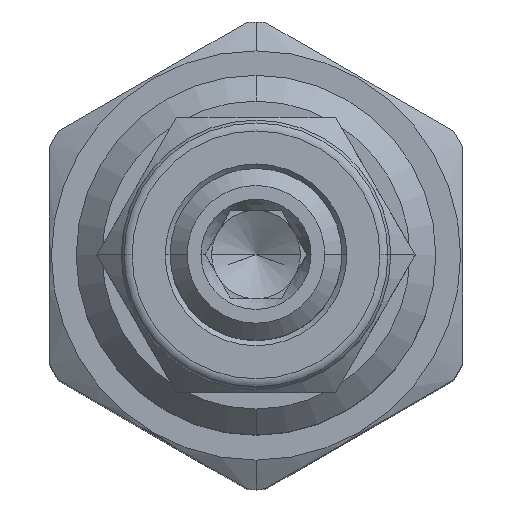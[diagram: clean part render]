
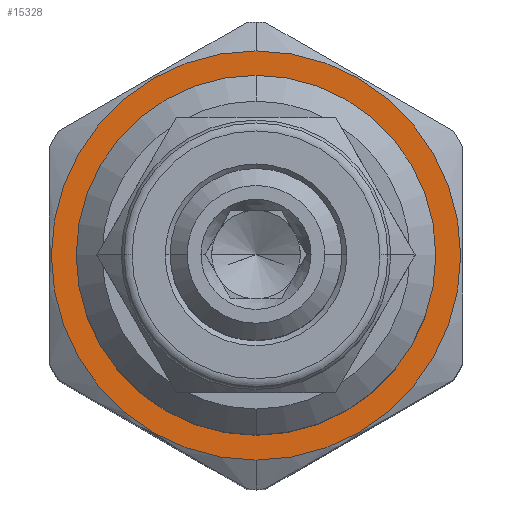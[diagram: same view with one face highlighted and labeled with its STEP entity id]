
A CAD part, top view. The second image highlights one B-rep face of the part: STEP entity #15328.
In plain terms, the highlighted planar face has unit normal (0, 0, 1).
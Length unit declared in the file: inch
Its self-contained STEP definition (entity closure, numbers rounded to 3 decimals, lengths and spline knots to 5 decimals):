
#11002=CARTESIAN_POINT('',(0.,0.,2.9));
#11003=DIRECTION('',(0.,0.,-1.));
#11004=DIRECTION('',(0.,-1.,0.));
#11005=AXIS2_PLACEMENT_3D('',#11002,#11003,#11004);
#11007=CARTESIAN_POINT('',(0.,0.,2.9));
#11008=DIRECTION('',(0.,0.,-1.));
#11009=DIRECTION('',(0.,1.,0.));
#11010=AXIS2_PLACEMENT_3D('',#11007,#11008,#11009);
#11012=CARTESIAN_POINT('',(0.,0.,2.9));
#11013=DIRECTION('',(0.,0.,1.));
#11014=DIRECTION('',(0.,-1.,0.));
#11015=AXIS2_PLACEMENT_3D('',#11012,#11013,#11014);
#11017=CARTESIAN_POINT('',(0.,0.,2.9));
#11018=DIRECTION('',(0.,0.,1.));
#11019=DIRECTION('',(0.,1.,0.));
#11020=AXIS2_PLACEMENT_3D('',#11017,#11018,#11019);
#14207=CARTESIAN_POINT('',(0.,-0.3265,2.9));
#14208=VERTEX_POINT('',#14207);
#14209=CARTESIAN_POINT('',(0.,0.3265,2.9));
#14210=VERTEX_POINT('',#14209);
#14211=CARTESIAN_POINT('',(0.,-0.3715,2.9));
#14212=CARTESIAN_POINT('',(0.,0.3715,2.9));
#14213=VERTEX_POINT('',#14211);
#14214=VERTEX_POINT('',#14212);
#15313=CARTESIAN_POINT('',(0.,0.,2.9));
#15314=DIRECTION('',(0.,0.,1.));
#15315=DIRECTION('',(0.,-1.,0.));
#15316=AXIS2_PLACEMENT_3D('',#15313,#15314,#15315);
#15317=PLANE('',#15316);
#15319=ORIENTED_EDGE('',*,*,#15318,.T.);
#15321=ORIENTED_EDGE('',*,*,#15320,.T.);
#15322=EDGE_LOOP('',(#15319,#15321));
#15323=FACE_OUTER_BOUND('',#15322,.F.);
#15324=ORIENTED_EDGE('',*,*,#15307,.T.);
#15325=ORIENTED_EDGE('',*,*,#15293,.T.);
#15326=EDGE_LOOP('',(#15324,#15325));
#15327=FACE_BOUND('',#15326,.F.);
#15328=ADVANCED_FACE('',(#15323,#15327),#15317,.T.);
#11006=CIRCLE('',#11005,0.3715);
#11011=CIRCLE('',#11010,0.3715);
#11016=CIRCLE('',#11015,0.3265);
#11021=CIRCLE('',#11020,0.3265);
#15293=EDGE_CURVE('',#14210,#14208,#11021,.T.);
#15307=EDGE_CURVE('',#14208,#14210,#11016,.T.);
#15318=EDGE_CURVE('',#14213,#14214,#11006,.T.);
#15320=EDGE_CURVE('',#14214,#14213,#11011,.T.);
